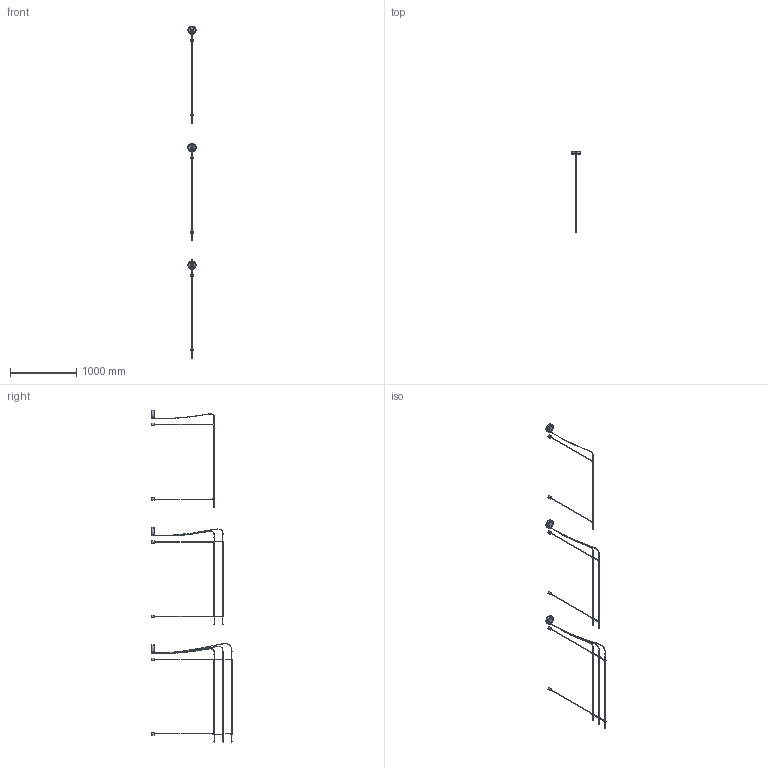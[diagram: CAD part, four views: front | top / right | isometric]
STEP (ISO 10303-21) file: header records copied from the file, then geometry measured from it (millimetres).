
FILE_DESCRIPTION (( 'STEP AP214' ), '1' );
FILE_NAME ('Pablo Designs, Share CAD, T.O Pendant, Single, 2-Stack, 3-Stack.STEP', '2023-03-02T20:55:17', ( '' ), ( '' ), 'SwSTEP 2.0', 'SolidWorks 2019', '' );
FILE_SCHEMA (( 'AUTOMOTIVE_DESIGN' ));
Length unit declared in the file: inch
Products named in the file (58): T.O, Pendant, V8.2_2-Stack; t_o__pendant__webbing_bracket___20220728; t_o__pendant__webbing_bracket___20220728.stp; T.O, Pendant, V8, Power Cable_3-Stack; HEX_NUT_SCREW.stp; T.O, Pendant, V8.2, Webbing Connector; FLAT_4-40_SCREW_X6.stp; t_o__pendant__canopy_20220728; T_O__PENDANT__CANOPY_BOTT-13343.stp; T.O, Pendant, V8.2, Lamp, Webbing Suspension; T.O, Pendant, V8.2_3-Stack; T.O, Pendant, V7.4, Webbing Bracket, 072922; T.O, Pendant, V8, Power Cable; T.O Pendant, Webbing Support, Bracket Cover; t_o__pendant__canopy_20220728.stp; T.O, Pendant, V7, Webbing Connector; 026-6.stp; DRIVER__LTF__40W__DA40W24V-F3.stp; TO-13; T.O, Pendant, V7.5, Body, Length Studies_54in; 23-00265.stp; T.O, Pendant, V8, Power Cable_2-Stack; T.O Floor, Lens_Standard Floor, 1125mm; T_O__PENDANT__CANOPY__MOUNT_PLA.stp; Pablo Designs, Share CAD, T.O Pendant, Single, 2-Stack, 3-Stack; T.O, Pendant, V7.3, Webbing Support; T.O, Pendant, V7, Lamp, Cable Cap; FLAT_4-40_SCREW_X8.stp; DU15W12VA5.stp; T.O, Pendant, V8.2_54in, No Groove; PAN-HEAD-SCREW_4-40X6.stp; PRT0092.stp; T.O, Pendant, V8.2, Webbing Support Molded Eye; PAN-HEAD-SCREW_4-40X8.stp
Assembly tree (161 placements, depth 5):
  Pablo Designs, Share CAD, T.O Pendant, Single, 2-Stack, 3-Stack
    T.O, Pendant, V8.2_54in, No Groove
      T.O, Pendant, V8.2, Lamp, Webbing Suspension
        T.O, Pendant, V7.3, Webbing Support
        T.O, Pendant, V8.2, Webbing Support Molded Eye
      T.O, Pendant, V8, Power Cable
      t_o__pendant__webbing_bracket___20220728
        t_o__pendant__webbing_bracket___20220728.stp
          23-00265.stp
          FLAT_4-40_SCREW_X6.stp
      T.O, Pendant, V8.2, Lamp, Webbing Suspension
        T.O, Pendant, V7.3, Webbing Support
        T.O, Pendant, V8.2, Webbing Support Molded Eye
      t_o__pendant__webbing_bracket___20220728
        t_o__pendant__webbing_bracket___20220728.stp
          23-00265.stp
          FLAT_4-40_SCREW_X6.stp
      T.O, Pendant, V7, Lamp, Cable Cap
      T.O Floor, Lens_Standard Floor, 1125mm
      T.O, Pendant, V7.5, Body, Length Studies_54in
      TO-13
      t_o__pendant__canopy_20220728
        t_o__pendant__canopy_20220728.stp
          T_O__PENDANT__CANOPY_BOTT-13343.stp
          DRIVER__LTF__40W__DA40W24V-F3.stp
          DU15W12VA5.stp
          026-6.stp
          PRT0092.stp
          PAN-HEAD-SCREW_4-40X6.stp  x4
          PAN-HEAD-SCREW_4-40X8.stp  x2
          FLAT_4-40_SCREW_X8.stp  x2
          HEX_NUT_SCREW.stp
          T_O__PENDANT__CANOPY__MOUNT_PLA.stp
      T.O, Pendant, V7.4, Webbing Bracket, 072922  x2
      T.O Pendant, Webbing Support, Bracket Cover  x2
    T.O, Pendant, V8.2_2-Stack
      T.O, Pendant, V8.2, Lamp, Webbing Suspension
        T.O, Pendant, V7.3, Webbing Support
        T.O, Pendant, V8.2, Webbing Support Molded Eye
      T.O, Pendant, V8, Power Cable_2-Stack
      t_o__pendant__webbing_bracket___20220728
        t_o__pendant__webbing_bracket___20220728.stp
          23-00265.stp
          FLAT_4-40_SCREW_X6.stp
      T.O, Pendant, V8.2, Lamp, Webbing Suspension
        T.O, Pendant, V7.3, Webbing Support
        T.O, Pendant, V8.2, Webbing Support Molded Eye
      t_o__pendant__webbing_bracket___20220728
        t_o__pendant__webbing_bracket___20220728.stp
          23-00265.stp
          FLAT_4-40_SCREW_X6.stp
      T.O, Pendant, V7, Lamp, Cable Cap  x2
      T.O Floor, Lens_Standard Floor, 1125mm  x2
      T.O, Pendant, V7.5, Body, Length Studies_54in  x2
      TO-13  x2
      t_o__pendant__canopy_20220728
        t_o__pendant__canopy_20220728.stp
          T_O__PENDANT__CANOPY_BOTT-13343.stp
          DRIVER__LTF__40W__DA40W24V-F3.stp
          DU15W12VA5.stp
Bounding box: 127 x 1221.93 x 5026.26 mm (x, y, z)
Volume: 1236807.3 mm3; surface area: 1511929.9 mm2
Topology: 125 solids, 164 shells, 4643 faces, 12060 edges, 7715 vertices
Faces by surface type: plane 2462, cylinder 1336, torus 416, cone 187, sphere 168, bspline 74
Entity records: 35237 total; most frequent: CARTESIAN_POINT 12776, DIRECTION 4373, ORIENTED_EDGE 3910, EDGE_CURVE 1977, AXIS2_PLACEMENT_3D 1729, VERTEX_POINT 1267, EDGE_LOOP 934, VECTOR 915
